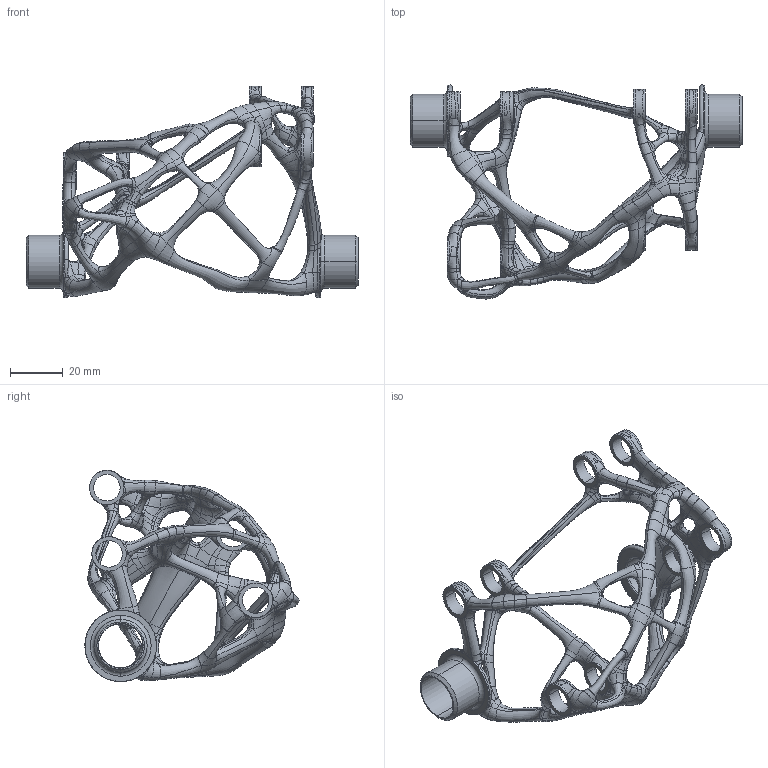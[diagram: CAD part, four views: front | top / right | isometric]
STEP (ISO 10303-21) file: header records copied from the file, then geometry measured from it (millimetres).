
FILE_DESCRIPTION((''),'2;1');
FILE_NAME('1130104_23_BELLCRANK_FR_L','2024-03-10T17:36:51',('Student'),(''),'CREO PARAMETRIC BY PTC INC, 2022414','CREO PARAMETRIC BY PTC INC, 2022414','');
FILE_SCHEMA(('CONFIG_CONTROL_DESIGN'));
Products named in the file (1): 1130104_23_BELLCRANK_FR_L
Bounding box: 125.5 x 80.96 x 79.82 mm (x, y, z)
Volume: 28839.8 mm3; surface area: 23677.4 mm2
Topology: 1 solids, 1 shells, 998 faces, 2141 edges, 1114 vertices
Faces by surface type: bspline 896, cylinder 71, plane 23, torus 4, cone 4
Entity records: 566892 total; most frequent: CARTESIAN_POINT 552450, ORIENTED_EDGE 4280, EDGE_CURVE 2140, B_SPLINE_CURVE_WITH_KNOTS 2004, VERTEX_POINT 1114, EDGE_LOOP 1026, FACE_OUTER_BOUND 998, ADVANCED_FACE 998
